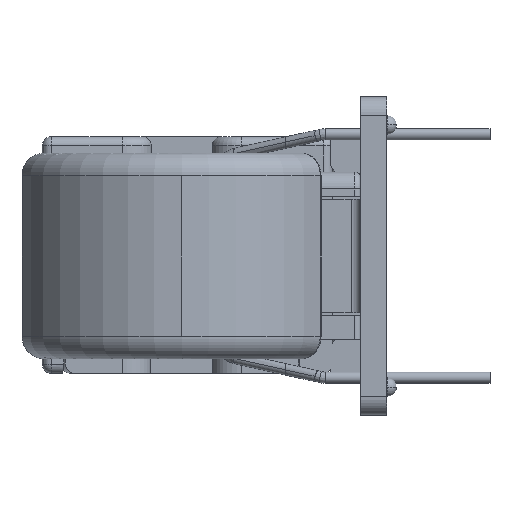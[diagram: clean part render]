
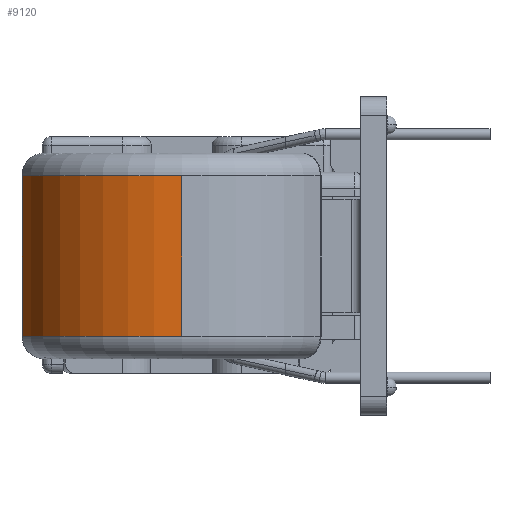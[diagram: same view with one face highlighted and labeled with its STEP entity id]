
A CAD part, left-side view. The second image highlights one B-rep face of the part: STEP entity #9120.
In plain terms, the highlighted cylindrical face has radius 8.75 mm (diameter 17.5 mm), a partial arc.
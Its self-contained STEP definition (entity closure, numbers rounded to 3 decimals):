
#22 = CARTESIAN_POINT ( 'NONE',  ( -1.967, 8.526, -4.3 ) ) ;
#829 = FACE_OUTER_BOUND ( 'NONE', #18330, .T. ) ;
#1543 = EDGE_CURVE ( 'NONE', #18892, #10959, #18820, .T. ) ;
#1888 = DIRECTION ( 'NONE',  ( -1., 0., 0. ) ) ;
#1960 = VERTEX_POINT ( 'NONE', #4855 ) ;
#2352 = CARTESIAN_POINT ( 'NONE',  ( -1.967, 8.526, 4.3 ) ) ;
#2854 = AXIS2_PLACEMENT_3D ( 'NONE', #8144, #3213, #19382 ) ;
#3213 = DIRECTION ( 'NONE',  ( 0., 0., 1. ) ) ;
#3251 = DIRECTION ( 'NONE',  ( 0., 0., -1. ) ) ;
#4049 = EDGE_CURVE ( 'NONE', #9399, #18892, #4411, .T. ) ;
#4411 = CIRCLE ( 'NONE', #6276, 8.75 ) ;
#4855 = CARTESIAN_POINT ( 'NONE',  ( -8.75, 0., -4.3 ) ) ;
#5856 = DIRECTION ( 'NONE',  ( 0., 0., -1. ) ) ;
#6276 = AXIS2_PLACEMENT_3D ( 'NONE', #13833, #5856, #13617 ) ;
#6578 = CARTESIAN_POINT ( 'NONE',  ( -1.967, 8.526, 5.5 ) ) ;
#6813 = ORIENTED_EDGE ( 'NONE', *, *, #7388, .F. ) ;
#7152 = CARTESIAN_POINT ( 'NONE',  ( -8.75, 0., 5.5 ) ) ;
#7388 = EDGE_CURVE ( 'NONE', #9399, #1960, #19954, .T. ) ;
#8144 = CARTESIAN_POINT ( 'NONE',  ( 0., 0., -4.3 ) ) ;
#9120 = ADVANCED_FACE ( 'NONE', ( #829 ), #12523, .T. ) ;
#9399 = VERTEX_POINT ( 'NONE', #20217 ) ;
#10416 = DIRECTION ( 'NONE',  ( 0., 0., -1. ) ) ;
#10959 = VERTEX_POINT ( 'NONE', #22 ) ;
#11411 = DIRECTION ( 'NONE',  ( 0., 0., -1. ) ) ;
#12523 = CYLINDRICAL_SURFACE ( 'NONE', #16247, 8.75 ) ;
#13617 = DIRECTION ( 'NONE',  ( 1., 0., 0. ) ) ;
#13833 = CARTESIAN_POINT ( 'NONE',  ( 0., 0., 4.3 ) ) ;
#14285 = EDGE_CURVE ( 'NONE', #10959, #1960, #14974, .T. ) ;
#14974 = CIRCLE ( 'NONE', #2854, 8.75 ) ;
#15924 = ORIENTED_EDGE ( 'NONE', *, *, #14285, .T. ) ;
#16247 = AXIS2_PLACEMENT_3D ( 'NONE', #16312, #11411, #1888 ) ;
#16312 = CARTESIAN_POINT ( 'NONE',  ( 0., 0., 5.5 ) ) ;
#16830 = VECTOR ( 'NONE', #3251, 1000. ) ;
#17361 = ORIENTED_EDGE ( 'NONE', *, *, #4049, .T. ) ;
#18330 = EDGE_LOOP ( 'NONE', ( #6813, #17361, #20252, #15924 ) ) ;
#18746 = VECTOR ( 'NONE', #10416, 1000. ) ;
#18820 = LINE ( 'NONE', #6578, #16830 ) ;
#18892 = VERTEX_POINT ( 'NONE', #2352 ) ;
#19382 = DIRECTION ( 'NONE',  ( 1., 0., 0. ) ) ;
#19954 = LINE ( 'NONE', #7152, #18746 ) ;
#20217 = CARTESIAN_POINT ( 'NONE',  ( -8.75, 0., 4.3 ) ) ;
#20252 = ORIENTED_EDGE ( 'NONE', *, *, #1543, .T. ) ;
